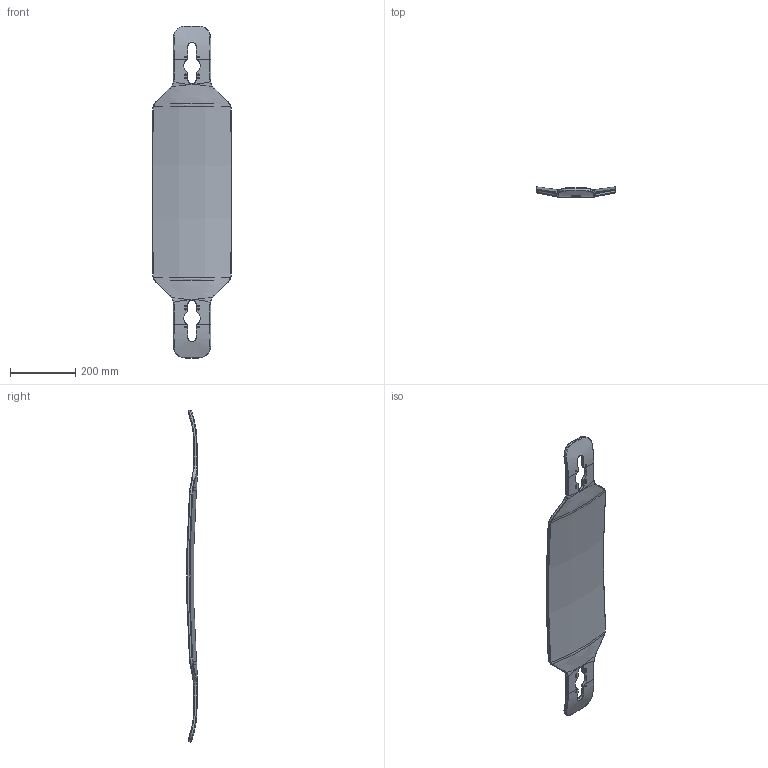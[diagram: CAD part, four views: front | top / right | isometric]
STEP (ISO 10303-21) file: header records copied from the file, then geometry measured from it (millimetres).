
FILE_DESCRIPTION(/* description */ (''),/* implementation_level */ '2;1');
FILE_NAME(/* name */ 'honolua.stp',/* time_stamp */ '2026-02-06T23:34:29-08:00',/* author */ ('devan'),/* organization */ (''),/* preprocessor_version */ 'ST-DEVELOPER v20.1',/* originating_system */ 'Autodesk Inventor 2026',/* authorisation */ '');
FILE_SCHEMA (('AUTOMOTIVE_DESIGN { 1 0 10303 214 3 1 1 }'));
Length unit declared in the file: inch
Products named in the file (1): 36
Bounding box: 241.3 x 30.69 x 1018.62 mm (x, y, z)
Volume: 1829697.5 mm3; surface area: 394944.9 mm2
Topology: 1 solids, 1 shells, 212 faces, 532 edges, 310 vertices
Faces by surface type: bspline 88, cylinder 60, torus 38, plane 26
Full cylindrical faces by diameter (mm): 5 x12
Entity records: 9319 total; most frequent: CARTESIAN_POINT 4707, ORIENTED_EDGE 1048, DIRECTION 806, EDGE_CURVE 524, AXIS2_PLACEMENT_3D 351, VERTEX_POINT 310, EDGE_LOOP 236, CIRCLE 226
